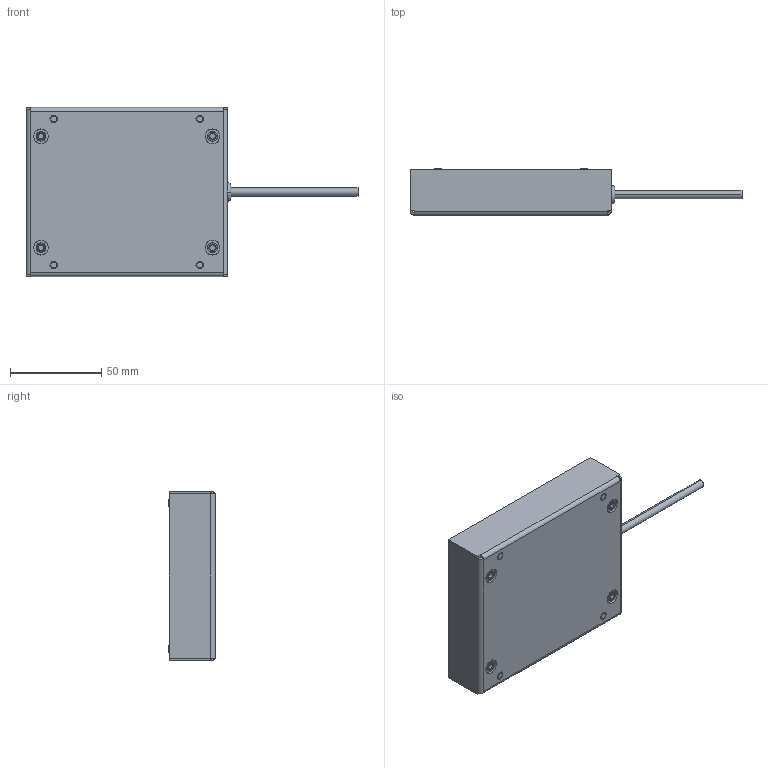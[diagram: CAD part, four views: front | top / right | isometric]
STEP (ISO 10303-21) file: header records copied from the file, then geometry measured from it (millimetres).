
FILE_DESCRIPTION((''),'2;1');
FILE_NAME('192817_ASM','2016-03-11T',('pdmadmin'),(''),'PRO/ENGINEER BY PARAMETRIC TECHNOLOGY CORPORATION, 2013230','PRO/ENGINEER BY PARAMETRIC TECHNOLOGY CORPORATION, 2013230','');
FILE_SCHEMA(('CONFIG_CONTROL_DESIGN'));
Length unit declared in the file: inch
Products named in the file (12): 60071; PEM_STUD_4-40-8; PEM_STUD_B-M4-1; 60071_ASM; 61384; 116946; 56880; 61382; 61401; 51852; 69905---LEDRA80X80W_ASM; 192817_ASM
Assembly tree (26 placements, depth 4):
  192817_ASM
    69905---LEDRA80X80W_ASM
      60071_ASM
        60071
        PEM_STUD_4-40-8  x4
        PEM_STUD_B-M4-1  x4
      61384
      116946
      56880  x4
      61382  x4
      61401
      51852  x4
Bounding box: 181.89 x 25.27 x 92.61 mm (x, y, z)
Volume: 41577 mm3; surface area: 65721.9 mm2
Topology: 24 solids, 28 shells, 598 faces, 1452 edges, 936 vertices
Faces by surface type: cylinder 284, plane 206, bspline 56, cone 40, torus 12
Entity records: 10747 total; most frequent: CARTESIAN_POINT 4961, DIRECTION 1189, ORIENTED_EDGE 1100, EDGE_CURVE 552, AXIS2_PLACEMENT_3D 453, VERTEX_POINT 351, VECTOR 283, LINE 283
